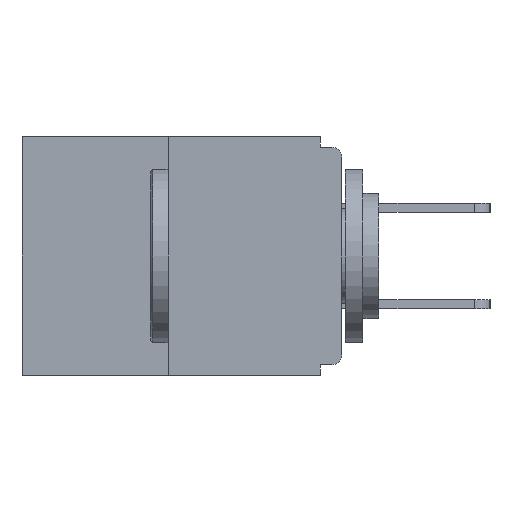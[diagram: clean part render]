
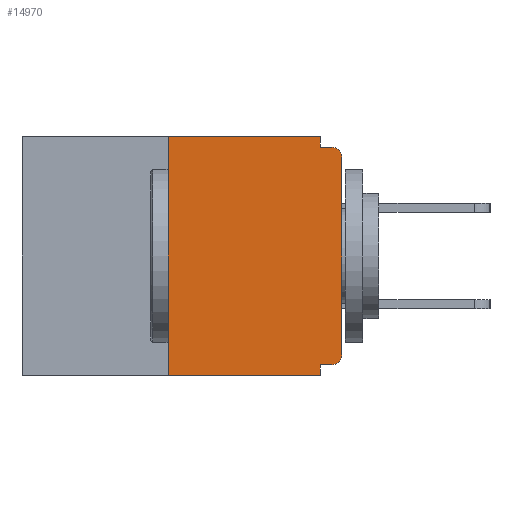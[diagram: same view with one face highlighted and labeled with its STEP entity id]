
A CAD part, left-side view. The second image highlights one B-rep face of the part: STEP entity #14970.
In plain terms, the highlighted planar face has unit normal (-1, 0, 0).
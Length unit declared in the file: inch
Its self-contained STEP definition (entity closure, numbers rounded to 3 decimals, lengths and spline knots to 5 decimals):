
#146 = DIRECTION ( 'NONE',  ( 0., 0., 1. ) ) ;
#242 = VECTOR ( 'NONE', #16632, 39.37008 ) ;
#346 = VERTEX_POINT ( 'NONE', #17707 ) ;
#652 = EDGE_CURVE ( 'NONE', #14231, #4360, #4004, .T. ) ;
#668 = CARTESIAN_POINT ( 'NONE',  ( 0., 0.031, -0.015 ) ) ;
#831 = CARTESIAN_POINT ( 'NONE',  ( 0., 0.25, -0.343 ) ) ;
#866 = DIRECTION ( 'NONE',  ( 0., 1., 0. ) ) ;
#1126 = VERTEX_POINT ( 'NONE', #831 ) ;
#1130 = AXIS2_PLACEMENT_3D ( 'NONE', #10279, #1842, #1779 ) ;
#1133 = EDGE_CURVE ( 'NONE', #1126, #18010, #18196, .T. ) ;
#1352 = CARTESIAN_POINT ( 'NONE',  ( 0., 0.031, -0.328 ) ) ;
#1743 = EDGE_CURVE ( 'NONE', #16257, #6607, #11181, .T. ) ;
#1779 = DIRECTION ( 'NONE',  ( 0., 0., -1. ) ) ;
#1842 = DIRECTION ( 'NONE',  ( -1., 0., 0. ) ) ;
#1883 = CIRCLE ( 'NONE', #1130, 0.015 ) ;
#1925 = CARTESIAN_POINT ( 'NONE',  ( 0., 0.46, -0.343 ) ) ;
#2182 = ORIENTED_EDGE ( 'NONE', *, *, #1133, .F. ) ;
#2909 = CARTESIAN_POINT ( 'NONE',  ( 0., 0.46, 0. ) ) ;
#2977 = AXIS2_PLACEMENT_3D ( 'NONE', #13454, #9108, #7735 ) ;
#3010 = VECTOR ( 'NONE', #866, 39.37008 ) ;
#3096 = VERTEX_POINT ( 'NONE', #7630 ) ;
#3247 = CARTESIAN_POINT ( 'NONE',  ( 0., 0.46, 0. ) ) ;
#3381 = VECTOR ( 'NONE', #11244, 39.37008 ) ;
#3867 = CARTESIAN_POINT ( 'NONE',  ( 0., 0.25, 0. ) ) ;
#3951 = ORIENTED_EDGE ( 'NONE', *, *, #7107, .F. ) ;
#3954 = EDGE_LOOP ( 'NONE', ( #13839, #2182, #13170, #13899, #8300, #7539, #14579, #13518, #18147, #3951 ) ) ;
#4004 = LINE ( 'NONE', #6556, #242 ) ;
#4360 = VERTEX_POINT ( 'NONE', #5602 ) ;
#4491 = CARTESIAN_POINT ( 'NONE',  ( 0., 0., -0.03 ) ) ;
#4608 = CARTESIAN_POINT ( 'NONE',  ( 0., 0., -0.313 ) ) ;
#5044 = VERTEX_POINT ( 'NONE', #668 ) ;
#5229 = EDGE_CURVE ( 'NONE', #346, #16844, #1883, .T. ) ;
#5469 = VECTOR ( 'NONE', #18037, 39.37008 ) ;
#5602 = CARTESIAN_POINT ( 'NONE',  ( 0., 0.031, -0.343 ) ) ;
#5909 = DIRECTION ( 'NONE',  ( 0., -1., 0. ) ) ;
#6556 = CARTESIAN_POINT ( 'NONE',  ( 0., 0.031, -0.343 ) ) ;
#6607 = VERTEX_POINT ( 'NONE', #14281 ) ;
#6770 = CARTESIAN_POINT ( 'NONE',  ( 0., 0., -0.328 ) ) ;
#7107 = EDGE_CURVE ( 'NONE', #3096, #5044, #10608, .T. ) ;
#7117 = EDGE_CURVE ( 'NONE', #346, #14231, #14458, .T. ) ;
#7539 = ORIENTED_EDGE ( 'NONE', *, *, #5229, .T. ) ;
#7630 = CARTESIAN_POINT ( 'NONE',  ( 0., 0.031, 0. ) ) ;
#7735 = DIRECTION ( 'NONE',  ( 0., 0., -1. ) ) ;
#8061 = VECTOR ( 'NONE', #17443, 39.37008 ) ;
#8269 = LINE ( 'NONE', #1925, #8061 ) ;
#8300 = ORIENTED_EDGE ( 'NONE', *, *, #7117, .F. ) ;
#9108 = DIRECTION ( 'NONE',  ( -1., 0., 0. ) ) ;
#9303 = CARTESIAN_POINT ( 'NONE',  ( 0., 0., -0.015 ) ) ;
#9571 = EDGE_CURVE ( 'NONE', #1126, #4360, #8269, .T. ) ;
#10279 = CARTESIAN_POINT ( 'NONE',  ( 0., 0.015, -0.313 ) ) ;
#10608 = LINE ( 'NONE', #11034, #5469 ) ;
#10865 = AXIS2_PLACEMENT_3D ( 'NONE', #3247, #13228, #17525 ) ;
#11034 = CARTESIAN_POINT ( 'NONE',  ( 0., 0.031, 0. ) ) ;
#11181 = CIRCLE ( 'NONE', #2977, 0.015 ) ;
#11244 = DIRECTION ( 'NONE',  ( 0., 0., 1. ) ) ;
#11599 = LINE ( 'NONE', #2909, #16571 ) ;
#11909 = EDGE_CURVE ( 'NONE', #5044, #6607, #15830, .T. ) ;
#11967 = PLANE ( 'NONE',  #10865 ) ;
#12311 = CARTESIAN_POINT ( 'NONE',  ( 0., 0., 0. ) ) ;
#12380 = EDGE_CURVE ( 'NONE', #16844, #16257, #12440, .T. ) ;
#12431 = CARTESIAN_POINT ( 'NONE',  ( 0., 0.25, 0. ) ) ;
#12440 = LINE ( 'NONE', #12311, #17173 ) ;
#12641 = DIRECTION ( 'NONE',  ( 0., -1., 0. ) ) ;
#13170 = ORIENTED_EDGE ( 'NONE', *, *, #9571, .T. ) ;
#13228 = DIRECTION ( 'NONE',  ( 1., 0., 0. ) ) ;
#13454 = CARTESIAN_POINT ( 'NONE',  ( 0., 0.015, -0.03 ) ) ;
#13518 = ORIENTED_EDGE ( 'NONE', *, *, #1743, .T. ) ;
#13839 = ORIENTED_EDGE ( 'NONE', *, *, #17134, .F. ) ;
#13899 = ORIENTED_EDGE ( 'NONE', *, *, #652, .F. ) ;
#14019 = VECTOR ( 'NONE', #12641, 39.37008 ) ;
#14231 = VERTEX_POINT ( 'NONE', #1352 ) ;
#14281 = CARTESIAN_POINT ( 'NONE',  ( 0., 0.015, -0.015 ) ) ;
#14401 = FACE_OUTER_BOUND ( 'NONE', #3954, .T. ) ;
#14458 = LINE ( 'NONE', #6770, #3010 ) ;
#14579 = ORIENTED_EDGE ( 'NONE', *, *, #12380, .T. ) ;
#14970 = ADVANCED_FACE ( 'NONE', ( #14401 ), #11967, .F. ) ;
#15830 = LINE ( 'NONE', #9303, #14019 ) ;
#16257 = VERTEX_POINT ( 'NONE', #4491 ) ;
#16571 = VECTOR ( 'NONE', #5909, 39.37008 ) ;
#16632 = DIRECTION ( 'NONE',  ( 0., 0., -1. ) ) ;
#16844 = VERTEX_POINT ( 'NONE', #4608 ) ;
#17134 = EDGE_CURVE ( 'NONE', #18010, #3096, #11599, .T. ) ;
#17173 = VECTOR ( 'NONE', #146, 39.37008 ) ;
#17443 = DIRECTION ( 'NONE',  ( 0., -1., 0. ) ) ;
#17525 = DIRECTION ( 'NONE',  ( 0., 0., -1. ) ) ;
#17707 = CARTESIAN_POINT ( 'NONE',  ( 0., 0.015, -0.328 ) ) ;
#18010 = VERTEX_POINT ( 'NONE', #12431 ) ;
#18037 = DIRECTION ( 'NONE',  ( 0., 0., -1. ) ) ;
#18147 = ORIENTED_EDGE ( 'NONE', *, *, #11909, .F. ) ;
#18196 = LINE ( 'NONE', #3867, #3381 ) ;
